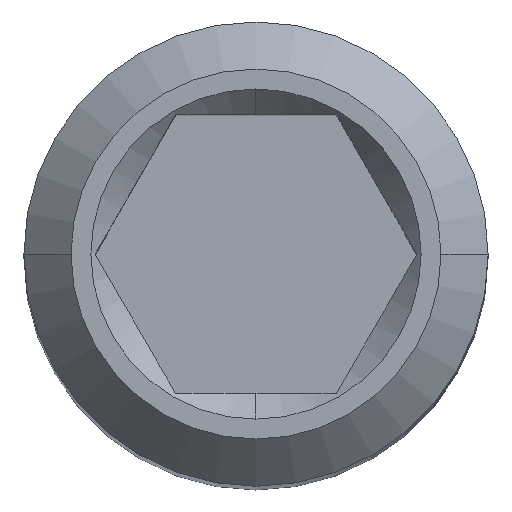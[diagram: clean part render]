
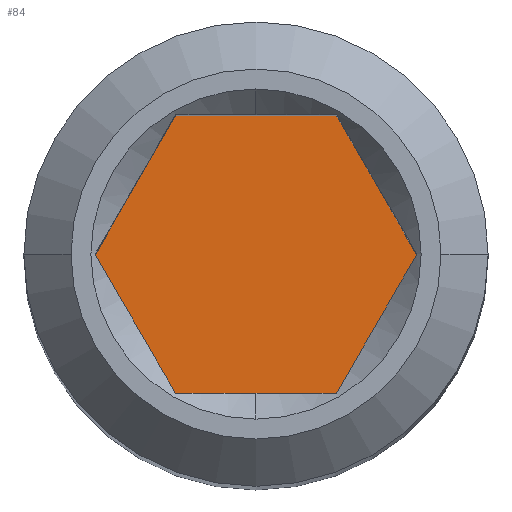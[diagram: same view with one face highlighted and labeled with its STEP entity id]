
A CAD part, top view. The second image highlights one B-rep face of the part: STEP entity #84.
In plain terms, the highlighted planar face has unit normal (0, 0, 1).
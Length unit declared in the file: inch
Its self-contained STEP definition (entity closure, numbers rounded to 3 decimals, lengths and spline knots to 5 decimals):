
#6 = EDGE_CURVE ( 'NONE', #928, #1129, #1099, .T. ) ;
#29 = EDGE_CURVE ( 'NONE', #963, #928, #1037, .T. ) ;
#58 = EDGE_CURVE ( 'NONE', #917, #915, #986, .T. ) ;
#84 = ADVANCED_FACE ( 'NONE', ( #914 ), #801, .T. ) ;
#85 = EDGE_CURVE ( 'NONE', #1129, #987, #1052, .T. ) ;
#91 = EDGE_CURVE ( 'NONE', #987, #917, #1046, .T. ) ;
#133 = EDGE_CURVE ( 'NONE', #915, #963, #183, .T. ) ;
#183 = LINE ( 'NONE', #703, #226 ) ;
#188 = CARTESIAN_POINT ( 'NONE',  ( -1.33973, 1.13027, 0.03729 ) ) ;
#226 = VECTOR ( 'NONE', #625, 39.37008 ) ;
#229 = VECTOR ( 'NONE', #516, 39.37008 ) ;
#244 = VECTOR ( 'NONE', #720, 39.37008 ) ;
#263 = AXIS2_PLACEMENT_3D ( 'NONE', #686, #685, #881 ) ;
#373 = VECTOR ( 'NONE', #557, 39.37008 ) ;
#401 = VECTOR ( 'NONE', #467, 39.37008 ) ;
#406 = VECTOR ( 'NONE', #507, 39.37008 ) ;
#467 = DIRECTION ( 'NONE',  ( 0.5, 0.866, 0. ) ) ;
#482 = CARTESIAN_POINT ( 'NONE',  ( -1.28858, 1.10075, 0.03729 ) ) ;
#507 = DIRECTION ( 'NONE',  ( -1., 0., 0. ) ) ;
#516 = DIRECTION ( 'NONE',  ( 0.5, -0.866, 0. ) ) ;
#557 = DIRECTION ( 'NONE',  ( -0.5, -0.866, 0. ) ) ;
#570 = CARTESIAN_POINT ( 'NONE',  ( -1.28858, 1.10075, 0.03729 ) ) ;
#589 = CARTESIAN_POINT ( 'NONE',  ( -1.32268, 1.1598, 0.03729 ) ) ;
#593 = CARTESIAN_POINT ( 'NONE',  ( -1.28858, 1.1598, 0.03729 ) ) ;
#594 = CARTESIAN_POINT ( 'NONE',  ( -1.32268, 1.1598, 0.03729 ) ) ;
#603 = CARTESIAN_POINT ( 'NONE',  ( -1.27153, 1.13027, 0.03729 ) ) ;
#625 = DIRECTION ( 'NONE',  ( -0.5, 0.866, 0. ) ) ;
#647 = CARTESIAN_POINT ( 'NONE',  ( -1.32268, 1.10075, 0.03729 ) ) ;
#658 = CARTESIAN_POINT ( 'NONE',  ( -1.32268, 1.10075, 0.03729 ) ) ;
#685 = DIRECTION ( 'NONE',  ( 0., 0., 1. ) ) ;
#686 = CARTESIAN_POINT ( 'NONE',  ( -1.27153, 1.13027, 0.03729 ) ) ;
#703 = CARTESIAN_POINT ( 'NONE',  ( -1.27153, 1.13027, 0.03729 ) ) ;
#720 = DIRECTION ( 'NONE',  ( 1., 0., 0. ) ) ;
#799 = CARTESIAN_POINT ( 'NONE',  ( -1.28858, 1.1598, 0.03729 ) ) ;
#801 = PLANE ( 'NONE',  #263 ) ;
#854 = CARTESIAN_POINT ( 'NONE',  ( -1.33973, 1.13027, 0.03729 ) ) ;
#881 = DIRECTION ( 'NONE',  ( 1., 0., 0. ) ) ;
#914 = FACE_OUTER_BOUND ( 'NONE', #1098, .T. ) ;
#915 = VERTEX_POINT ( 'NONE', #603 ) ;
#917 = VERTEX_POINT ( 'NONE', #570 ) ;
#923 = ORIENTED_EDGE ( 'NONE', *, *, #58, .T. ) ;
#928 = VERTEX_POINT ( 'NONE', #589 ) ;
#963 = VERTEX_POINT ( 'NONE', #593 ) ;
#971 = ORIENTED_EDGE ( 'NONE', *, *, #29, .T. ) ;
#985 = ORIENTED_EDGE ( 'NONE', *, *, #85, .T. ) ;
#986 = LINE ( 'NONE', #482, #401 ) ;
#987 = VERTEX_POINT ( 'NONE', #647 ) ;
#996 = ORIENTED_EDGE ( 'NONE', *, *, #6, .T. ) ;
#1013 = ORIENTED_EDGE ( 'NONE', *, *, #91, .T. ) ;
#1037 = LINE ( 'NONE', #799, #406 ) ;
#1046 = LINE ( 'NONE', #658, #244 ) ;
#1052 = LINE ( 'NONE', #854, #229 ) ;
#1098 = EDGE_LOOP ( 'NONE', ( #923, #1100, #971, #996, #985, #1013 ) ) ;
#1099 = LINE ( 'NONE', #594, #373 ) ;
#1100 = ORIENTED_EDGE ( 'NONE', *, *, #133, .T. ) ;
#1129 = VERTEX_POINT ( 'NONE', #188 ) ;
